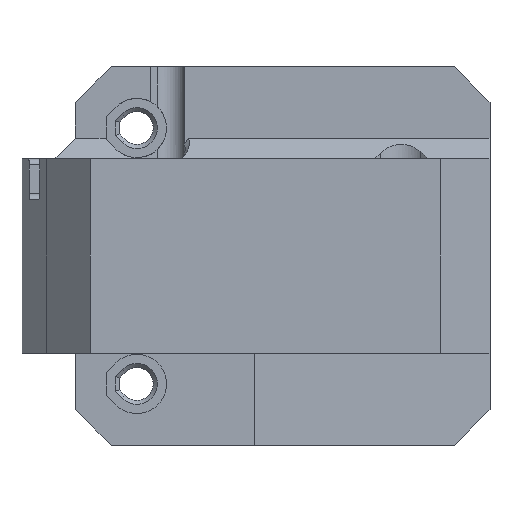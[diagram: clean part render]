
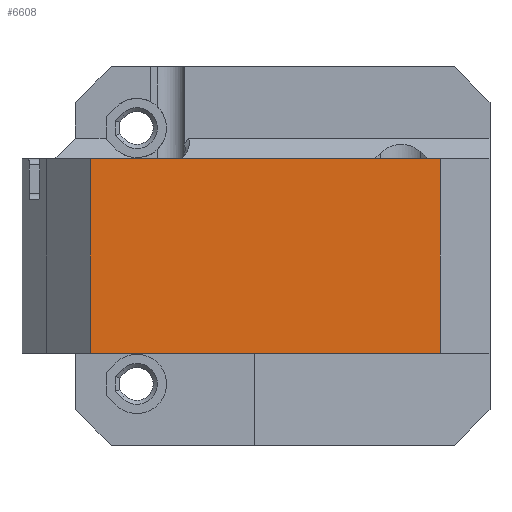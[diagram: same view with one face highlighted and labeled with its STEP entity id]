
A CAD part, front view. The second image highlights one B-rep face of the part: STEP entity #6608.
In plain terms, the highlighted planar face has unit normal (0, -1, 0).
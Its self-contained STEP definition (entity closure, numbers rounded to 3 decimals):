
#795=FACE_OUTER_BOUND('',#1193,.T.);
#1193=EDGE_LOOP('',(#5988,#5989,#5990,#5991));
#1261=LINE('',#9257,#1960);
#1339=LINE('',#9559,#2038);
#1893=LINE('',#11193,#2592);
#1894=LINE('',#11195,#2593);
#1960=VECTOR('',#7338,10.);
#2038=VECTOR('',#7540,10.);
#2592=VECTOR('',#9080,10.);
#2593=VECTOR('',#9083,10.);
#2652=VERTEX_POINT('',#9254);
#2653=VERTEX_POINT('',#9256);
#2758=VERTEX_POINT('',#9556);
#2759=VERTEX_POINT('',#9558);
#3245=EDGE_CURVE('',#2653,#2652,#1261,.T.);
#3371=EDGE_CURVE('',#2758,#2759,#1339,.T.);
#4114=EDGE_CURVE('',#2652,#2759,#1893,.T.);
#4115=EDGE_CURVE('',#2653,#2758,#1894,.T.);
#5988=ORIENTED_EDGE('',*,*,#4114,.T.);
#5989=ORIENTED_EDGE('',*,*,#3371,.F.);
#5990=ORIENTED_EDGE('',*,*,#4115,.F.);
#5991=ORIENTED_EDGE('',*,*,#3245,.T.);
#6237=PLANE('',#7210);
#6608=ADVANCED_FACE('',(#795),#6237,.T.);
#7210=AXIS2_PLACEMENT_3D('',#11194,#9081,#9082);
#7338=DIRECTION('',(1.,0.,0.));
#7540=DIRECTION('',(1.,0.,0.));
#9080=DIRECTION('',(0.,0.,1.));
#9081=DIRECTION('center_axis',(0.,-1.,0.));
#9082=DIRECTION('ref_axis',(1.,0.,0.));
#9083=DIRECTION('',(0.,0.,1.));
#9254=CARTESIAN_POINT('',(38.163,0.,-14.));
#9256=CARTESIAN_POINT('',(3.971,0.,-14.));
#9257=CARTESIAN_POINT('',(0.,0.,-14.));
#9556=CARTESIAN_POINT('',(3.971,0.,5.));
#9558=CARTESIAN_POINT('',(38.163,0.,5.));
#9559=CARTESIAN_POINT('',(0.,0.,5.));
#11193=CARTESIAN_POINT('',(38.163,0.,0.));
#11194=CARTESIAN_POINT('Origin',(3.971,0.,0.));
#11195=CARTESIAN_POINT('',(3.971,0.,0.));
